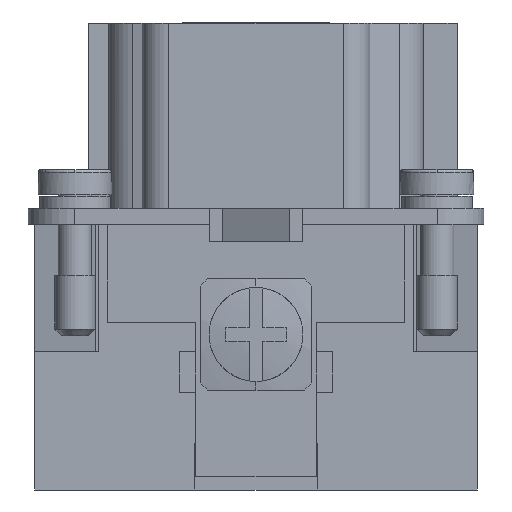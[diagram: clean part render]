
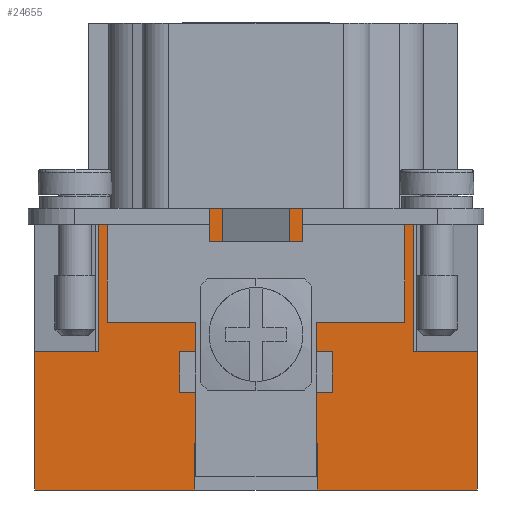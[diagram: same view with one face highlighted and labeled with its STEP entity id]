
A CAD part, left-side view. The second image highlights one B-rep face of the part: STEP entity #24655.
In plain terms, the highlighted planar face has unit normal (-1, 0, 0).
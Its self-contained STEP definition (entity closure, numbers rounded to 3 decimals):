
#11390=CARTESIAN_POINT('',(-14.85,-16.5,10.3));
#11391=VERTEX_POINT('',#11390);
#11398=CARTESIAN_POINT('',(-14.85,-16.5,0.0));
#11399=VERTEX_POINT('',#11398);
#11400=CARTESIAN_POINT('',(-14.85,-16.5,0.0));
#11401=DIRECTION('',(0.0,0.0,1.0));
#11402=VECTOR('',#11401,10.3);
#11403=LINE('',#11400,#11402);
#11404=EDGE_CURVE('',#11399,#11391,#11403,.T.);
#14180=CARTESIAN_POINT('',(-14.85,10.903,21.0));
#14181=VERTEX_POINT('',#14180);
#14486=CARTESIAN_POINT('',(-14.85,-11.75,21.0));
#14487=VERTEX_POINT('',#14486);
#14488=CARTESIAN_POINT('',(-14.85,-11.75,21.0));
#14489=DIRECTION('',(0.0,1.0,0.0));
#14490=VECTOR('',#14489,22.653);
#14491=LINE('',#14488,#14490);
#14492=EDGE_CURVE('',#14487,#14181,#14491,.T.);
#15821=CARTESIAN_POINT('',(-14.85,11.75,21.0));
#15822=VERTEX_POINT('',#15821);
#15829=CARTESIAN_POINT('',(-14.85,10.903,21.0));
#15830=DIRECTION('',(0.0,1.0,0.0));
#15831=VECTOR('',#15830,0.847);
#15832=LINE('',#15829,#15831);
#15833=EDGE_CURVE('',#14181,#15822,#15832,.T.);
#24045=CARTESIAN_POINT('',(-14.85,-11.75,10.3));
#24046=VERTEX_POINT('',#24045);
#24055=CARTESIAN_POINT('',(-14.85,-11.75,10.3));
#24056=DIRECTION('',(0.0,0.0,1.0));
#24057=VECTOR('',#24056,10.7);
#24058=LINE('',#24055,#24057);
#24059=EDGE_CURVE('',#24046,#14487,#24058,.T.);
#24069=CARTESIAN_POINT('',(-14.85,-16.5,10.3));
#24070=DIRECTION('',(0.0,1.0,0.0));
#24071=VECTOR('',#24070,4.75);
#24072=LINE('',#24069,#24071);
#24073=EDGE_CURVE('',#11391,#24046,#24072,.T.);
#24092=CARTESIAN_POINT('',(-14.85,11.75,10.3));
#24093=VERTEX_POINT('',#24092);
#24102=CARTESIAN_POINT('',(-14.85,11.75,21.0));
#24103=DIRECTION('',(0.0,0.0,-1.0));
#24104=VECTOR('',#24103,10.7);
#24105=LINE('',#24102,#24104);
#24106=EDGE_CURVE('',#15822,#24093,#24105,.T.);
#24149=CARTESIAN_POINT('',(-14.85,16.5,10.3));
#24150=VERTEX_POINT('',#24149);
#24151=CARTESIAN_POINT('',(-14.85,11.75,10.3));
#24152=DIRECTION('',(0.0,1.0,0.0));
#24153=VECTOR('',#24152,4.75);
#24154=LINE('',#24151,#24153);
#24155=EDGE_CURVE('',#24093,#24150,#24154,.T.);
#24261=CARTESIAN_POINT('',(-14.85,16.5,0.0));
#24262=VERTEX_POINT('',#24261);
#24269=CARTESIAN_POINT('',(-14.85,16.5,0.0));
#24270=DIRECTION('',(0.0,0.0,1.0));
#24271=VECTOR('',#24270,10.3);
#24272=LINE('',#24269,#24271);
#24273=EDGE_CURVE('',#24262,#24150,#24272,.T.);
#24383=CARTESIAN_POINT('',(-14.85,-4.55,3.5));
#24384=VERTEX_POINT('',#24383);
#24401=CARTESIAN_POINT('',(-14.85,-4.55,0.0));
#24402=VERTEX_POINT('',#24401);
#24409=CARTESIAN_POINT('',(-14.85,-4.55,3.5));
#24410=DIRECTION('',(0.0,0.0,-1.0));
#24411=VECTOR('',#24410,3.5);
#24412=LINE('',#24409,#24411);
#24413=EDGE_CURVE('',#24384,#24402,#24412,.T.);
#24578=CARTESIAN_POINT('',(-14.85,4.55,3.5));
#24579=VERTEX_POINT('',#24578);
#24586=CARTESIAN_POINT('',(-14.85,4.55,0.0));
#24587=VERTEX_POINT('',#24586);
#24588=CARTESIAN_POINT('',(-14.85,4.55,0.0));
#24589=DIRECTION('',(0.0,0.0,1.0));
#24590=VECTOR('',#24589,3.5);
#24591=LINE('',#24588,#24590);
#24592=EDGE_CURVE('',#24587,#24579,#24591,.T.);
#24610=CARTESIAN_POINT('',(-14.85,4.55,3.5));
#24611=DIRECTION('',(0.0,-1.0,0.0));
#24612=VECTOR('',#24611,9.1);
#24613=LINE('',#24610,#24612);
#24614=EDGE_CURVE('',#24579,#24384,#24613,.T.);
#24625=CARTESIAN_POINT('',(-14.85,-16.5,0.0));
#24626=DIRECTION('',(-1.0,0.0,0.0));
#24627=DIRECTION('',(0.0,0.0,1.0));
#24628=AXIS2_PLACEMENT_3D('',#24625,#24626,#24627);
#24629=PLANE('',#24628);
#24630=ORIENTED_EDGE('',*,*,#24059,.T.);
#24631=ORIENTED_EDGE('',*,*,#14492,.T.);
#24632=ORIENTED_EDGE('',*,*,#15833,.T.);
#24633=ORIENTED_EDGE('',*,*,#24106,.T.);
#24634=ORIENTED_EDGE('',*,*,#24155,.T.);
#24635=ORIENTED_EDGE('',*,*,#24273,.F.);
#24636=CARTESIAN_POINT('',(-14.85,16.5,0.0));
#24637=DIRECTION('',(0.0,-1.0,0.0));
#24638=VECTOR('',#24637,11.95);
#24639=LINE('',#24636,#24638);
#24640=EDGE_CURVE('',#24262,#24587,#24639,.T.);
#24641=ORIENTED_EDGE('',*,*,#24640,.T.);
#24642=ORIENTED_EDGE('',*,*,#24592,.T.);
#24643=ORIENTED_EDGE('',*,*,#24614,.T.);
#24644=ORIENTED_EDGE('',*,*,#24413,.T.);
#24645=CARTESIAN_POINT('',(-14.85,-4.55,0.0));
#24646=DIRECTION('',(0.0,-1.0,0.0));
#24647=VECTOR('',#24646,11.95);
#24648=LINE('',#24645,#24647);
#24649=EDGE_CURVE('',#24402,#11399,#24648,.T.);
#24650=ORIENTED_EDGE('',*,*,#24649,.T.);
#24651=ORIENTED_EDGE('',*,*,#11404,.T.);
#24652=ORIENTED_EDGE('',*,*,#24073,.T.);
#24653=EDGE_LOOP('',(#24630,#24631,#24632,#24633,#24634,#24635,#24641,#24642,#24643,#24644,#24650,#24651,#24652));
#24654=FACE_OUTER_BOUND('',#24653,.T.);
#24655=ADVANCED_FACE('',(#24654),#24629,.T.);
